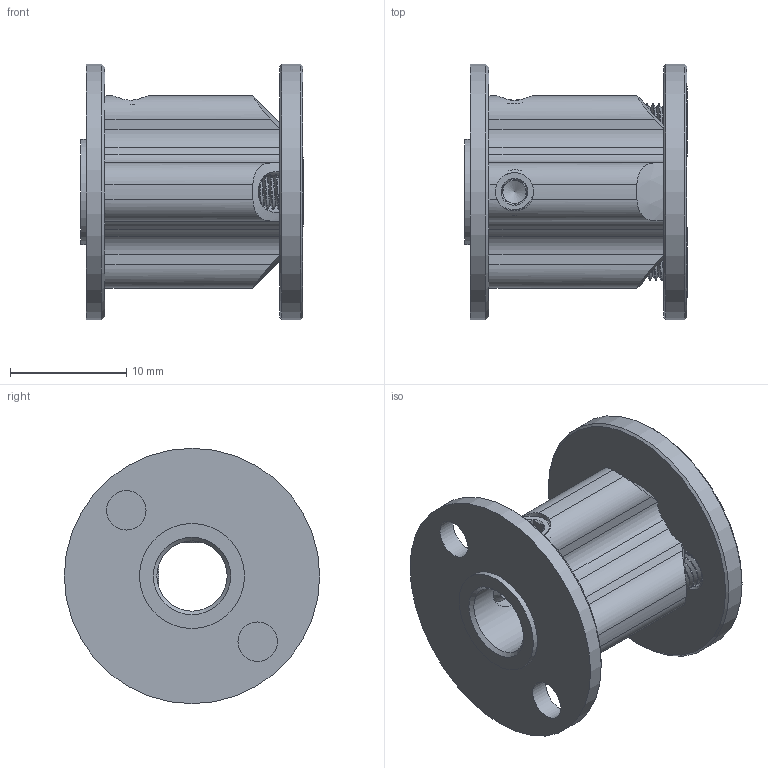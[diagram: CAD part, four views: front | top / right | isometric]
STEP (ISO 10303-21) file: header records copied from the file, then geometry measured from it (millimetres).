
FILE_DESCRIPTION (( 'STEP AP203' ), '1' );
FILE_NAME ('WheelHubMk2.0-0750-6mm.STEP', '2024-01-29T23:27:21', ( '' ), ( '' ), 'SwSTEP 2.0', 'SolidWorks 2021', '' );
FILE_SCHEMA (( 'CONFIG_CONTROL_DESIGN' ));
Length unit declared in the file: millimetre
Products named in the file (5): M3x8_FLATHEAD_91294A125; BaseHub_v2.0_0750x6mm; WheelHubMk2.0-0750-6mm; Cap_v2.0_0750x6mm; M4x4mm set screw_91390A111
Assembly tree (6 placements, depth 2):
  WheelHubMk2.0-0750-6mm
    BaseHub_v2.0_0750x6mm
    Cap_v2.0_0750x6mm
    M3x8_FLATHEAD_91294A125  x2
    M4x4mm set screw_91390A111  x2
Bounding box: 19.2 x 22 x 22 mm (x, y, z)
Volume: 2868.4 mm3; surface area: 3517.5 mm2
Topology: 8 solids, 8 shells, 178 faces, 415 edges, 250 vertices
Faces by surface type: plane 64, cone 55, cylinder 47, bspline 12
Full cylindrical faces by diameter (mm): 2.5 x2, 3.3 x2, 3.4 x4, 3.5 x2, 6 x2, 6.05 x2, 9.05 x1, 22 x2
Entity records: 6935 total; most frequent: CARTESIAN_POINT 3689, DIRECTION 562, ORIENTED_EDGE 516, EDGE_CURVE 258, AXIS2_PLACEMENT_3D 240, VERTEX_POINT 175, EDGE_LOOP 173, FACE_OUTER_BOUND 141
